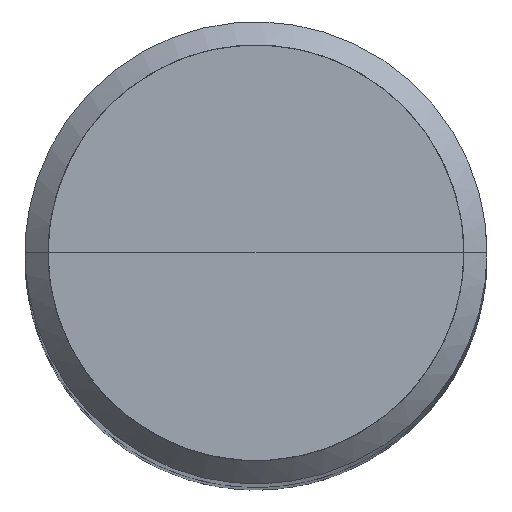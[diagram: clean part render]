
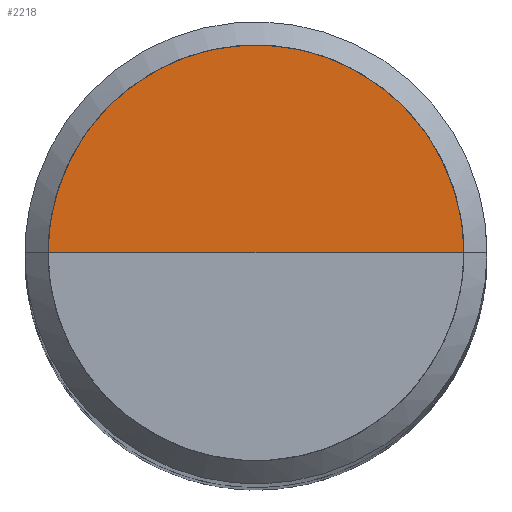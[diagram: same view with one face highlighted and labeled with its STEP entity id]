
A CAD part, top view. The second image highlights one B-rep face of the part: STEP entity #2218.
In plain terms, the highlighted free-form (B-spline) face has degree [1, 2] with [2, 5] control points.
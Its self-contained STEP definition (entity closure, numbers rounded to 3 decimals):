
#1910=CARTESIAN_POINT('',(4.5,0.0,42.85));
#1911=CARTESIAN_POINT('',(4.5,4.5,42.85));
#1912=CARTESIAN_POINT('',(0.0,4.5,42.85));
#1913=CARTESIAN_POINT('',(-4.5,4.5,42.85));
#1914=CARTESIAN_POINT('',(-4.5,0.0,42.85));
#1915=CARTESIAN_POINT('',(0.0,0.0,42.85));
#2203=(
BOUNDED_SURFACE()
B_SPLINE_SURFACE(1,2,(
(#1910,#1911,#1912,#1913,#1914),
(#1915,#1915,#1915,#1915,#1915)
), .UNSPECIFIED.,.F.,.F.,.F.)
B_SPLINE_SURFACE_WITH_KNOTS((2,2),(3,2,3),(
0.0,1.0),(
0.0,0.5,1.0), .UNSPECIFIED.)
GEOMETRIC_REPRESENTATION_ITEM()
RATIONAL_B_SPLINE_SURFACE(((1.0,0.707,1.0,0.707,1.0),
(1.0,0.707,1.0,0.707,1.0)
))
REPRESENTATION_ITEM('')
SURFACE()
);
#2204=(
BOUNDED_CURVE()
B_SPLINE_CURVE(1,(#1915,#1910),.UNSPECIFIED.,.F.,.F.)
B_SPLINE_CURVE_WITH_KNOTS((2,2),
(0.0,1.0),.UNSPECIFIED.)
CURVE()
GEOMETRIC_REPRESENTATION_ITEM()
RATIONAL_B_SPLINE_CURVE((1.0,1.0))
REPRESENTATION_ITEM('')
);
#2205=(
BOUNDED_CURVE()
B_SPLINE_CURVE(2,(#1910,#1911,#1912,#1913,#1914),.UNSPECIFIED.,.F.,.F.)
B_SPLINE_CURVE_WITH_KNOTS((3,2,3),
(0.0,0.5,1.0),.UNSPECIFIED.)
CURVE()
GEOMETRIC_REPRESENTATION_ITEM()
RATIONAL_B_SPLINE_CURVE((1.0,0.707,1.0,0.707,1.0))
REPRESENTATION_ITEM('')
);
#2206=(
BOUNDED_CURVE()
B_SPLINE_CURVE(1,(#1914,#1915),.UNSPECIFIED.,.F.,.F.)
B_SPLINE_CURVE_WITH_KNOTS((2,2),
(0.0,1.0),.UNSPECIFIED.)
CURVE()
GEOMETRIC_REPRESENTATION_ITEM()
RATIONAL_B_SPLINE_CURVE((1.0,1.0))
REPRESENTATION_ITEM('')
);
#2207=VERTEX_POINT('',#1910);
#2208=VERTEX_POINT('',#1914);
#2209=VERTEX_POINT('',#1915);
#2210=EDGE_CURVE('',#2209,#2207,#2204,.T.);
#2211=EDGE_CURVE('',#2207,#2208,#2205,.T.);
#2212=EDGE_CURVE('',#2208,#2209,#2206,.T.);
#2213=ORIENTED_EDGE('',*,*,#2210,.T.);
#2214=ORIENTED_EDGE('',*,*,#2211,.T.);
#2215=ORIENTED_EDGE('',*,*,#2212,.T.);
#2216=EDGE_LOOP('',(#2213,#2214,#2215));
#2217=FACE_OUTER_BOUND('',#2216,.T.);
#2218=ADVANCED_FACE('',(#2217),#2203,.T.);
